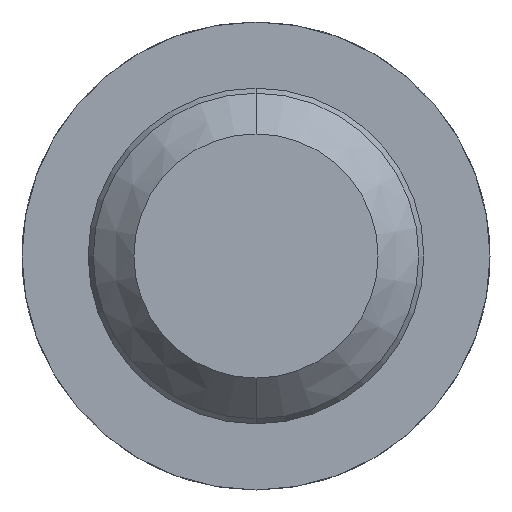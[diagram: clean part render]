
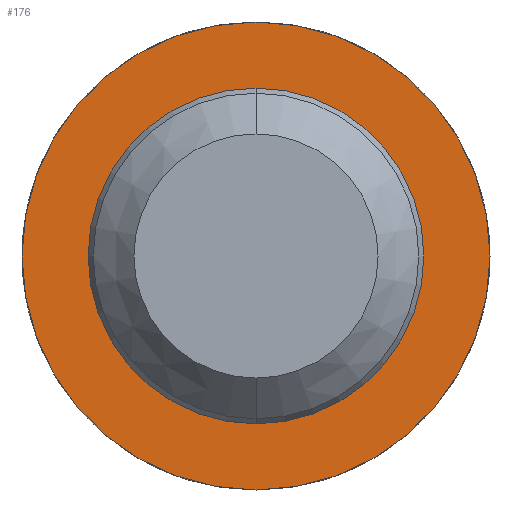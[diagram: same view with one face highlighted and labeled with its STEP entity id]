
A CAD part, front view. The second image highlights one B-rep face of the part: STEP entity #176.
In plain terms, the highlighted planar face has unit normal (0, -1, 0).
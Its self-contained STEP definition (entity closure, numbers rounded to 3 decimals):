
#43 = EDGE_CURVE ( 'Defeature ausgef�hrt3_8+Defeature ausgef�hrt3_9+Defeature ausgef�hrt3_9+Defeature ausgef�hrt3_9', #3694, #2387, #313, .T. ) ;
#153 = DIRECTION ( 'NONE',  ( 0., 0., -1. ) ) ;
#169 = CARTESIAN_POINT ( 'NONE',  ( 0., 11., -1.15 ) ) ;
#176 = ADVANCED_FACE ( 'Defeature ausgef�hrt3_8', ( #3820, #2209 ), #2949, .T. ) ;
#313 = CIRCLE ( 'NONE', #4339, 1.15 ) ;
#372 = EDGE_LOOP ( 'NONE', ( #4380, #2950 ) ) ;
#551 = EDGE_CURVE ( 'Defeature ausgef�hrt3_8+Defeature ausgef�hrt3_9+Defeature ausgef�hrt3_9+Defeature ausgef�hrt3_9', #2387, #3694, #763, .T. ) ;
#601 = CARTESIAN_POINT ( 'NONE',  ( 0., 11., 0. ) ) ;
#763 = CIRCLE ( 'NONE', #1742, 1.15 ) ;
#957 = DIRECTION ( 'NONE',  ( 0., -1., 0. ) ) ;
#982 = DIRECTION ( 'NONE',  ( 0., -1., 0. ) ) ;
#999 = AXIS2_PLACEMENT_3D ( 'NONE', #4402, #1112, #3722 ) ;
#1017 = DIRECTION ( 'NONE',  ( 0., 0., -1. ) ) ;
#1112 = DIRECTION ( 'NONE',  ( 0., -1., 0. ) ) ;
#1136 = DIRECTION ( 'NONE',  ( 0., 0., -1. ) ) ;
#1580 = EDGE_CURVE ( 'Defeature ausgef�hrt3_7+Defeature ausgef�hrt3_8+Defeature ausgef�hrt3_8+Defeature ausgef�hrt3_8', #2141, #3405, #2318, .T. ) ;
#1742 = AXIS2_PLACEMENT_3D ( 'NONE', #601, #3898, #2379 ) ;
#1838 = CARTESIAN_POINT ( 'NONE',  ( 0., 11., 0.825 ) ) ;
#1877 = ORIENTED_EDGE ( 'NONE', *, *, #43, .T. ) ;
#2141 = VERTEX_POINT ( 'NONE', #1838 ) ;
#2209 = FACE_BOUND ( 'NONE', #372, .T. ) ;
#2302 = AXIS2_PLACEMENT_3D ( 'NONE', #2613, #2999, #1136 ) ;
#2318 = CIRCLE ( 'NONE', #999, 0.825 ) ;
#2379 = DIRECTION ( 'NONE',  ( 0., 0., -1. ) ) ;
#2387 = VERTEX_POINT ( 'NONE', #169 ) ;
#2613 = CARTESIAN_POINT ( 'NONE',  ( 0.825, 11., 0. ) ) ;
#2838 = CARTESIAN_POINT ( 'NONE',  ( 0., 11., 0. ) ) ;
#2949 = PLANE ( 'NONE',  #2302 ) ;
#2950 = ORIENTED_EDGE ( 'NONE', *, *, #1580, .F. ) ;
#2999 = DIRECTION ( 'NONE',  ( 0., -1., 0. ) ) ;
#3131 = CIRCLE ( 'NONE', #4520, 0.825 ) ;
#3291 = CARTESIAN_POINT ( 'NONE',  ( 0., 11., 1.15 ) ) ;
#3405 = VERTEX_POINT ( 'NONE', #4348 ) ;
#3646 = ORIENTED_EDGE ( 'NONE', *, *, #551, .T. ) ;
#3694 = VERTEX_POINT ( 'NONE', #3291 ) ;
#3722 = DIRECTION ( 'NONE',  ( 0., 0., -1. ) ) ;
#3820 = FACE_OUTER_BOUND ( 'NONE', #4721, .T. ) ;
#3898 = DIRECTION ( 'NONE',  ( 0., -1., 0. ) ) ;
#4339 = AXIS2_PLACEMENT_3D ( 'NONE', #2838, #982, #1017 ) ;
#4348 = CARTESIAN_POINT ( 'NONE',  ( 0., 11., -0.825 ) ) ;
#4380 = ORIENTED_EDGE ( 'NONE', *, *, #4638, .F. ) ;
#4402 = CARTESIAN_POINT ( 'NONE',  ( 0., 11., 0. ) ) ;
#4520 = AXIS2_PLACEMENT_3D ( 'NONE', #4621, #957, #153 ) ;
#4621 = CARTESIAN_POINT ( 'NONE',  ( 0., 11., 0. ) ) ;
#4638 = EDGE_CURVE ( 'Defeature ausgef�hrt3_7+Defeature ausgef�hrt3_8+Defeature ausgef�hrt3_8+Defeature ausgef�hrt3_8', #3405, #2141, #3131, .T. ) ;
#4721 = EDGE_LOOP ( 'NONE', ( #3646, #1877 ) ) ;
